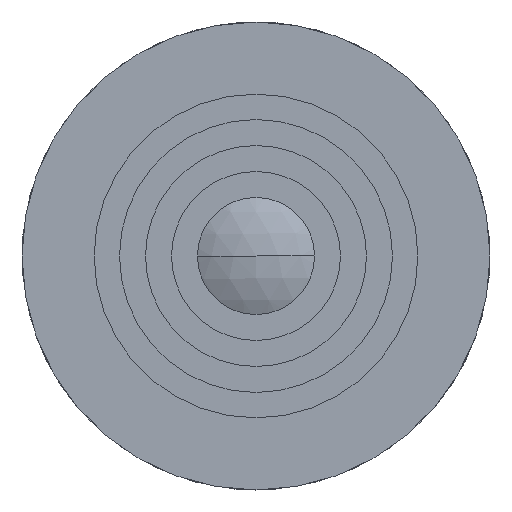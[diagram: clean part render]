
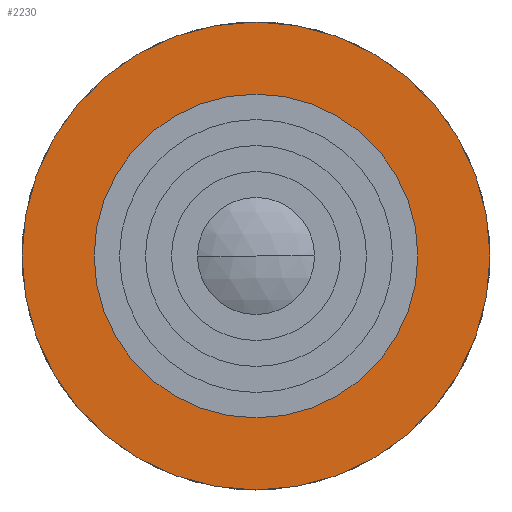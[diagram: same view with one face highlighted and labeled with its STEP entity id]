
A CAD part, left-side view. The second image highlights one B-rep face of the part: STEP entity #2230.
In plain terms, the highlighted planar face has unit normal (-1, 0, 0).
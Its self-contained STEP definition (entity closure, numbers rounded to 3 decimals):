
#94 = DIRECTION ( 'NONE',  ( 0., 0., 1. ) ) ;
#163 = DIRECTION ( 'NONE',  ( 0., 0., 1. ) ) ;
#177 = DIRECTION ( 'NONE',  ( 0., 0., 1. ) ) ;
#305 = EDGE_CURVE ( 'NONE', #1287, #1895, #2249, .T. ) ;
#381 = DIRECTION ( 'NONE',  ( -1., 0., 0. ) ) ;
#526 = EDGE_LOOP ( 'NONE', ( #1436, #3017 ) ) ;
#585 = CARTESIAN_POINT ( 'NONE',  ( 0., 0., 0. ) ) ;
#621 = EDGE_CURVE ( 'NONE', #2941, #1739, #2874, .T. ) ;
#694 = AXIS2_PLACEMENT_3D ( 'NONE', #2018, #2824, #177 ) ;
#837 = CARTESIAN_POINT ( 'NONE',  ( 0., 0., 0. ) ) ;
#900 = AXIS2_PLACEMENT_3D ( 'NONE', #585, #381, #2030 ) ;
#909 = AXIS2_PLACEMENT_3D ( 'NONE', #1973, #2448, #94 ) ;
#953 = DIRECTION ( 'NONE',  ( 0., 0., -1. ) ) ;
#1145 = CARTESIAN_POINT ( 'NONE',  ( 0., 0., -12.45 ) ) ;
#1161 = PLANE ( 'NONE',  #2810 ) ;
#1201 = FACE_BOUND ( 'NONE', #526, .T. ) ;
#1285 = EDGE_CURVE ( 'NONE', #1895, #1287, #2826, .T. ) ;
#1287 = VERTEX_POINT ( 'NONE', #2936 ) ;
#1436 = ORIENTED_EDGE ( 'NONE', *, *, #305, .F. ) ;
#1507 = ORIENTED_EDGE ( 'NONE', *, *, #621, .T. ) ;
#1697 = AXIS2_PLACEMENT_3D ( 'NONE', #837, #2050, #163 ) ;
#1739 = VERTEX_POINT ( 'NONE', #2076 ) ;
#1819 = EDGE_CURVE ( 'NONE', #1739, #2941, #1890, .T. ) ;
#1866 = CARTESIAN_POINT ( 'NONE',  ( 0., 18., 0. ) ) ;
#1890 = CIRCLE ( 'NONE', #694, 18. ) ;
#1895 = VERTEX_POINT ( 'NONE', #1145 ) ;
#1973 = CARTESIAN_POINT ( 'NONE',  ( 0., 0., 0. ) ) ;
#2018 = CARTESIAN_POINT ( 'NONE',  ( 0., 0., 0. ) ) ;
#2030 = DIRECTION ( 'NONE',  ( 0., 0., 1. ) ) ;
#2050 = DIRECTION ( 'NONE',  ( -1., 0., 0. ) ) ;
#2076 = CARTESIAN_POINT ( 'NONE',  ( 0., 0., -18. ) ) ;
#2106 = FACE_OUTER_BOUND ( 'NONE', #2295, .T. ) ;
#2119 = DIRECTION ( 'NONE',  ( 1., 0., 0. ) ) ;
#2230 = ADVANCED_FACE ( 'NONE', ( #1201, #2106 ), #1161, .F. ) ;
#2249 = CIRCLE ( 'NONE', #1697, 12.45 ) ;
#2295 = EDGE_LOOP ( 'NONE', ( #1507, #2418 ) ) ;
#2418 = ORIENTED_EDGE ( 'NONE', *, *, #1819, .T. ) ;
#2448 = DIRECTION ( 'NONE',  ( -1., 0., 0. ) ) ;
#2483 = CARTESIAN_POINT ( 'NONE',  ( 0., 0., 18. ) ) ;
#2810 = AXIS2_PLACEMENT_3D ( 'NONE', #1866, #2119, #953 ) ;
#2824 = DIRECTION ( 'NONE',  ( -1., 0., 0. ) ) ;
#2826 = CIRCLE ( 'NONE', #909, 12.45 ) ;
#2874 = CIRCLE ( 'NONE', #900, 18. ) ;
#2936 = CARTESIAN_POINT ( 'NONE',  ( 0., 0., 12.45 ) ) ;
#2941 = VERTEX_POINT ( 'NONE', #2483 ) ;
#3017 = ORIENTED_EDGE ( 'NONE', *, *, #1285, .F. ) ;
